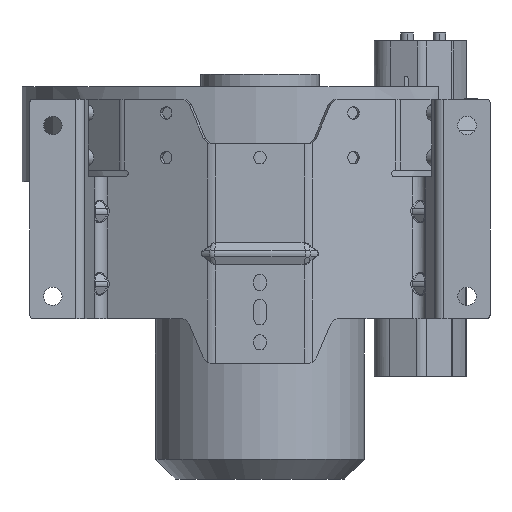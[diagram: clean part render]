
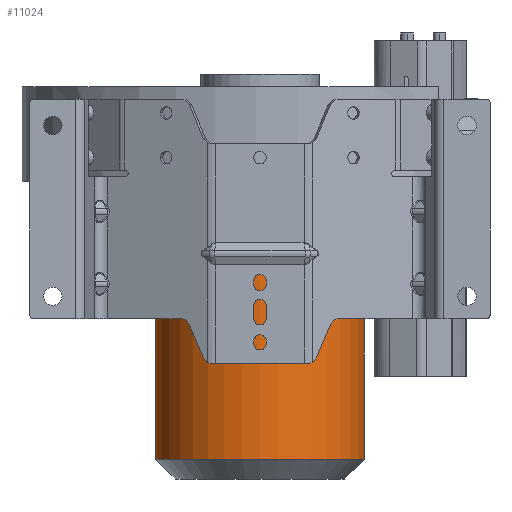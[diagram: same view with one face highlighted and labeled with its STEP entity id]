
A CAD part, front view. The second image highlights one B-rep face of the part: STEP entity #11024.
In plain terms, the highlighted cylindrical face has radius 79.5 mm (diameter 159 mm), a partial arc.
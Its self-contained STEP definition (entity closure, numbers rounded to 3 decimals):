
#509 = EDGE_CURVE ( 'NONE', #19693, #9838, #18376, .T. ) ;
#1010 = CARTESIAN_POINT ( 'NONE',  ( 79.5, 0., -246.4 ) ) ;
#1017 = DIRECTION ( 'NONE',  ( 0., 0., -1. ) ) ;
#3166 = DIRECTION ( 'NONE',  ( -1., 0., 0. ) ) ;
#3457 = VERTEX_POINT ( 'NONE', #22064 ) ;
#4334 = AXIS2_PLACEMENT_3D ( 'NONE', #21106, #4931, #12134 ) ;
#4931 = DIRECTION ( 'NONE',  ( 0., 0., -1. ) ) ;
#6250 = DIRECTION ( 'NONE',  ( 0., 0., -1. ) ) ;
#6454 = VERTEX_POINT ( 'NONE', #13496 ) ;
#8028 = EDGE_CURVE ( 'NONE', #3457, #19693, #14623, .T. ) ;
#8141 = VECTOR ( 'NONE', #17584, 1000. ) ;
#9838 = VERTEX_POINT ( 'NONE', #1010 ) ;
#9891 = CARTESIAN_POINT ( 'NONE',  ( -79.5, 0., -35.13 ) ) ;
#10220 = AXIS2_PLACEMENT_3D ( 'NONE', #13800, #1017, #15691 ) ;
#10354 = CYLINDRICAL_SURFACE ( 'NONE', #4334, 79.5 ) ;
#11024 = ADVANCED_FACE ( 'NONE', ( #13906 ), #10354, .T. ) ;
#11836 = VECTOR ( 'NONE', #6250, 1000. ) ;
#11967 = AXIS2_PLACEMENT_3D ( 'NONE', #22875, #19355, #3166 ) ;
#12134 = DIRECTION ( 'NONE',  ( -1., 0., 0. ) ) ;
#12480 = CIRCLE ( 'NONE', #10220, 79.5 ) ;
#13459 = ORIENTED_EDGE ( 'NONE', *, *, #509, .T. ) ;
#13496 = CARTESIAN_POINT ( 'NONE',  ( 79.5, 0., -35.13 ) ) ;
#13800 = CARTESIAN_POINT ( 'NONE',  ( 0., 0., -35.13 ) ) ;
#13906 = FACE_OUTER_BOUND ( 'NONE', #15876, .T. ) ;
#14623 = LINE ( 'NONE', #9891, #11836 ) ;
#15691 = DIRECTION ( 'NONE',  ( -1., 0., 0. ) ) ;
#15876 = EDGE_LOOP ( 'NONE', ( #21094, #18733, #16777, #13459 ) ) ;
#16304 = EDGE_CURVE ( 'NONE', #6454, #3457, #12480, .T. ) ;
#16777 = ORIENTED_EDGE ( 'NONE', *, *, #8028, .T. ) ;
#17075 = CARTESIAN_POINT ( 'NONE',  ( -79.5, 0., -246.4 ) ) ;
#17584 = DIRECTION ( 'NONE',  ( 0., 0., -1. ) ) ;
#18376 = CIRCLE ( 'NONE', #11967, 79.5 ) ;
#18733 = ORIENTED_EDGE ( 'NONE', *, *, #16304, .T. ) ;
#19355 = DIRECTION ( 'NONE',  ( 0., 0., 1. ) ) ;
#19693 = VERTEX_POINT ( 'NONE', #17075 ) ;
#21094 = ORIENTED_EDGE ( 'NONE', *, *, #22754, .F. ) ;
#21106 = CARTESIAN_POINT ( 'NONE',  ( 0., 0., -35.13 ) ) ;
#21116 = LINE ( 'NONE', #22971, #8141 ) ;
#22064 = CARTESIAN_POINT ( 'NONE',  ( -79.5, 0., -35.13 ) ) ;
#22754 = EDGE_CURVE ( 'NONE', #6454, #9838, #21116, .T. ) ;
#22875 = CARTESIAN_POINT ( 'NONE',  ( 0., 0., -246.4 ) ) ;
#22971 = CARTESIAN_POINT ( 'NONE',  ( 79.5, 0., -35.13 ) ) ;
